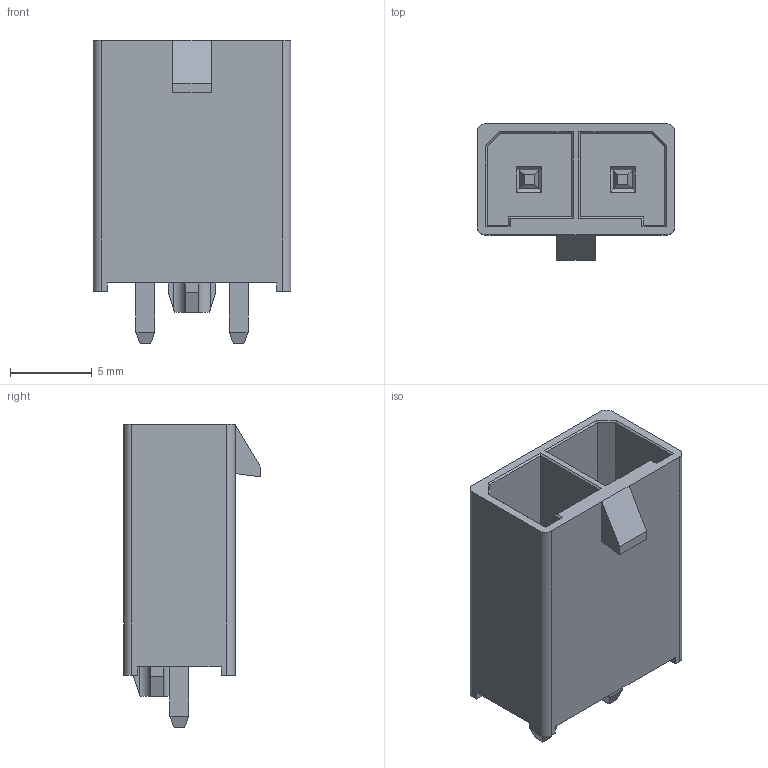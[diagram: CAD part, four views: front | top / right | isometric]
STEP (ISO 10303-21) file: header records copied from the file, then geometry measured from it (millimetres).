
FILE_DESCRIPTION(/* description */ ('Unknown'),/* implementation_level */ '2;1');
FILE_NAME(/* name */ 'J_Wurth_WR-MPC5_657002140201',/* time_stamp */ '2025-07-10T10:41:40+08:00',/* author */ ('Unknown'),/* organization */ ('Unknown'),/* preprocessor_version */ 'ST-DEVELOPER v19.4',/* originating_system */ 'Solid Edge',/* authorisation */ 'Unknown');
FILE_SCHEMA (('AUTOMOTIVE_DESIGN {1 0 10303 214 3 1 1}'));
Length unit declared in the file: millimetre
Products named in the file (2): J_Wurth_WR-MPC5_657002140201
Assembly tree (1 placements, depth 2):
  J_Wurth_WR-MPC5_657002140201
    J_Wurth_WR-MPC5_657002140201
Bounding box: 12.05 x 8.35 x 18.5 mm (x, y, z)
Volume: 627 mm3; surface area: 1407 mm2
Topology: 1 solids, 1 shells, 161 faces, 393 edges, 242 vertices
Faces by surface type: plane 147, cylinder 14
Entity records: 5753 total; most frequent: CARTESIAN_POINT 798, ORIENTED_EDGE 786, DIRECTION 755, EDGE_CURVE 393, LINE 357, VECTOR 357, VERTEX_POINT 242, AXIS2_PLACEMENT_3D 199
